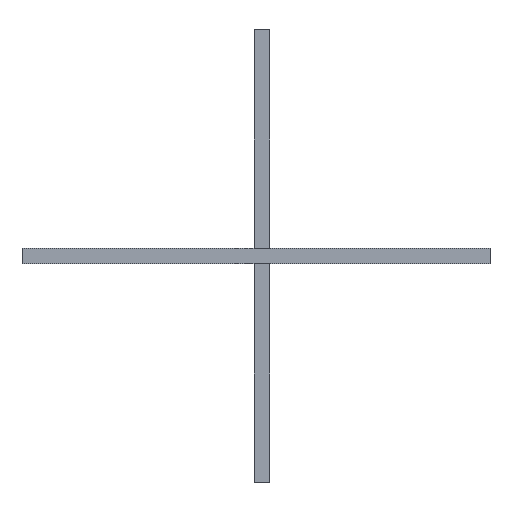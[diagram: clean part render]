
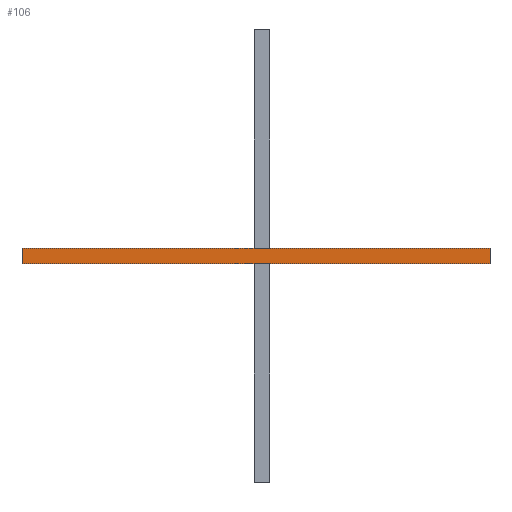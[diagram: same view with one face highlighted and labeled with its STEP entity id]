
A CAD part, left-side view. The second image highlights one B-rep face of the part: STEP entity #106.
In plain terms, the highlighted planar face has unit normal (-1, 0, 0).
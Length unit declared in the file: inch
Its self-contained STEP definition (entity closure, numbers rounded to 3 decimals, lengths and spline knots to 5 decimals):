
#106=ADVANCED_FACE('',(#334),#220,.T.);
#220=PLANE('',#2441);
#334=FACE_OUTER_BOUND('',#442,.T.);
#442=EDGE_LOOP('',(#604,#605,#606,#607));
#604=ORIENTED_EDGE('',*,*,#1468,.F.);
#605=ORIENTED_EDGE('',*,*,#1469,.F.);
#606=ORIENTED_EDGE('',*,*,#1470,.T.);
#607=ORIENTED_EDGE('',*,*,#1471,.T.);
#1252=VERTEX_POINT('',#3111);
#1253=VERTEX_POINT('',#3112);
#1254=VERTEX_POINT('',#3114);
#1255=VERTEX_POINT('',#3116);
#1468=EDGE_CURVE('',#1252,#1253,#1792,.T.);
#1469=EDGE_CURVE('',#1254,#1252,#1793,.T.);
#1470=EDGE_CURVE('',#1254,#1255,#1794,.T.);
#1471=EDGE_CURVE('',#1255,#1253,#1795,.T.);
#1792=LINE('',#3110,#2116);
#1793=LINE('',#3113,#2117);
#1794=LINE('',#3115,#2118);
#1795=LINE('',#3117,#2119);
#2116=VECTOR('',#2557,1.);
#2117=VECTOR('',#2558,1.);
#2118=VECTOR('',#2559,1.);
#2119=VECTOR('',#2560,1.);
#2441=AXIS2_PLACEMENT_3D('',#3118,#2561,#2562);
#2557=DIRECTION('',(0.,1.,0.));
#2558=DIRECTION('',(0.,0.,-1.));
#2559=DIRECTION('',(0.,1.,0.));
#2560=DIRECTION('',(0.,0.,-1.));
#2561=DIRECTION('',(-1.,0.,0.));
#2562=DIRECTION('',(0.,-1.,0.));
#3110=CARTESIAN_POINT('',(0.,0.,0.));
#3111=CARTESIAN_POINT('',(0.,0.,0.));
#3112=CARTESIAN_POINT('',(0.,60.,0.));
#3113=CARTESIAN_POINT('',(0.,0.,2.));
#3114=CARTESIAN_POINT('',(0.,0.,2.));
#3115=CARTESIAN_POINT('',(0.,0.,2.));
#3116=CARTESIAN_POINT('',(0.,60.,2.));
#3117=CARTESIAN_POINT('',(0.,60.,2.));
#3118=CARTESIAN_POINT('',(0.,0.,2.));
